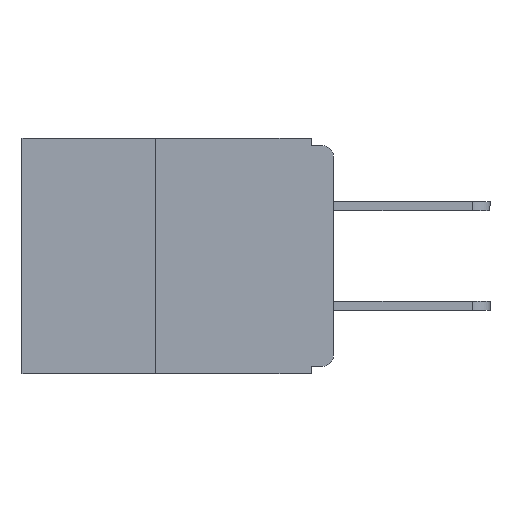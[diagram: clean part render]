
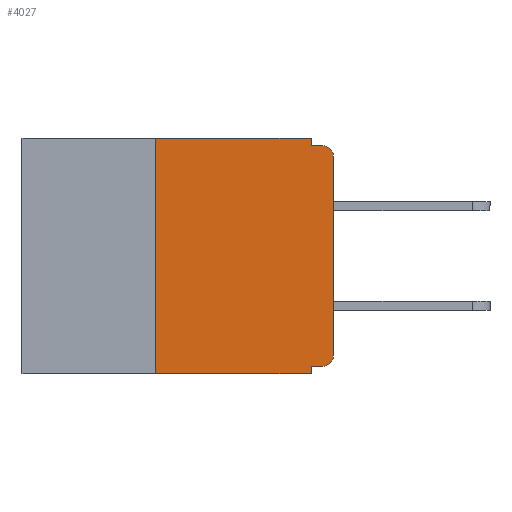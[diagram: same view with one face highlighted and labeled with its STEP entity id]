
A CAD part, left-side view. The second image highlights one B-rep face of the part: STEP entity #4027.
In plain terms, the highlighted planar face has unit normal (-1, 0, 0).
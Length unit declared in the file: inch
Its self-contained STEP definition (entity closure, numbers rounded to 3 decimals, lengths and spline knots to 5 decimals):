
#420 = VERTEX_POINT ( 'NONE', #6807 ) ;
#592 = ORIENTED_EDGE ( 'NONE', *, *, #7579, .T. ) ;
#671 = DIRECTION ( 'NONE',  ( 0., 0., -1. ) ) ;
#712 = DIRECTION ( 'NONE',  ( -1., 0., 0. ) ) ;
#715 = CARTESIAN_POINT ( 'NONE',  ( 0., 0.015, -0.025 ) ) ;
#735 = CARTESIAN_POINT ( 'NONE',  ( 0., 0.015, -0.01 ) ) ;
#790 = CARTESIAN_POINT ( 'NONE',  ( 0., 0.437, 0. ) ) ;
#841 = DIRECTION ( 'NONE',  ( 0., -1., 0. ) ) ;
#901 = EDGE_LOOP ( 'NONE', ( #5795, #7700, #13205, #12190, #5262, #7861, #950, #8023, #6656, #592 ) ) ;
#939 = VERTEX_POINT ( 'NONE', #8313 ) ;
#950 = ORIENTED_EDGE ( 'NONE', *, *, #10544, .T. ) ;
#1904 = AXIS2_PLACEMENT_3D ( 'NONE', #2476, #2460, #2448 ) ;
#1947 = CARTESIAN_POINT ( 'NONE',  ( 0., 0.031, -0.01 ) ) ;
#2241 = VERTEX_POINT ( 'NONE', #9527 ) ;
#2253 = DIRECTION ( 'NONE',  ( 1., 0., 0. ) ) ;
#2448 = DIRECTION ( 'NONE',  ( 0., 0., -1. ) ) ;
#2460 = DIRECTION ( 'NONE',  ( -1., 0., 0. ) ) ;
#2476 = CARTESIAN_POINT ( 'NONE',  ( 0., 0.015, -0.305 ) ) ;
#2534 = AXIS2_PLACEMENT_3D ( 'NONE', #715, #712, #671 ) ;
#2757 = DIRECTION ( 'NONE',  ( 0., 0., 1. ) ) ;
#3236 = EDGE_CURVE ( 'NONE', #939, #3999, #8166, .T. ) ;
#3247 = CIRCLE ( 'NONE', #2534, 0.015 ) ;
#3259 = VECTOR ( 'NONE', #8180, 39.37008 ) ;
#3588 = DIRECTION ( 'NONE',  ( 0., 0., -1. ) ) ;
#3632 = FACE_OUTER_BOUND ( 'NONE', #901, .T. ) ;
#3682 = DIRECTION ( 'NONE',  ( 0., 0., 1. ) ) ;
#3732 = EDGE_CURVE ( 'NONE', #4503, #11356, #4174, .T. ) ;
#3999 = VERTEX_POINT ( 'NONE', #6913 ) ;
#4027 = ADVANCED_FACE ( 'NONE', ( #3632 ), #5929, .F. ) ;
#4174 = LINE ( 'NONE', #11488, #12984 ) ;
#4503 = VERTEX_POINT ( 'NONE', #5413 ) ;
#4591 = CIRCLE ( 'NONE', #1904, 0.015 ) ;
#4852 = VECTOR ( 'NONE', #2757, 39.37008 ) ;
#5065 = LINE ( 'NONE', #790, #7666 ) ;
#5262 = ORIENTED_EDGE ( 'NONE', *, *, #10166, .F. ) ;
#5413 = CARTESIAN_POINT ( 'NONE',  ( 0., 0.015, -0.32 ) ) ;
#5430 = EDGE_CURVE ( 'NONE', #8079, #5814, #8800, .T. ) ;
#5549 = DIRECTION ( 'NONE',  ( 0., 1., 0. ) ) ;
#5733 = CARTESIAN_POINT ( 'NONE',  ( 0., 0.437, 0. ) ) ;
#5795 = ORIENTED_EDGE ( 'NONE', *, *, #11145, .T. ) ;
#5814 = VERTEX_POINT ( 'NONE', #1947 ) ;
#5916 = EDGE_CURVE ( 'NONE', #2241, #8879, #3247, .T. ) ;
#5929 = PLANE ( 'NONE',  #7090 ) ;
#6168 = LINE ( 'NONE', #13172, #11706 ) ;
#6656 = ORIENTED_EDGE ( 'NONE', *, *, #3732, .F. ) ;
#6807 = CARTESIAN_POINT ( 'NONE',  ( 0., 0., -0.305 ) ) ;
#6913 = CARTESIAN_POINT ( 'NONE',  ( 0., 0.25, 0. ) ) ;
#7090 = AXIS2_PLACEMENT_3D ( 'NONE', #5733, #2253, #3588 ) ;
#7312 = LINE ( 'NONE', #12469, #12808 ) ;
#7579 = EDGE_CURVE ( 'NONE', #4503, #420, #4591, .T. ) ;
#7666 = VECTOR ( 'NONE', #8524, 39.37008 ) ;
#7700 = ORIENTED_EDGE ( 'NONE', *, *, #5916, .T. ) ;
#7861 = ORIENTED_EDGE ( 'NONE', *, *, #3236, .F. ) ;
#8023 = ORIENTED_EDGE ( 'NONE', *, *, #13292, .F. ) ;
#8079 = VERTEX_POINT ( 'NONE', #12625 ) ;
#8101 = CARTESIAN_POINT ( 'NONE',  ( 0., 0.031, 0. ) ) ;
#8166 = LINE ( 'NONE', #10517, #10764 ) ;
#8180 = DIRECTION ( 'NONE',  ( 0., 0., -1. ) ) ;
#8313 = CARTESIAN_POINT ( 'NONE',  ( 0., 0.25, -0.33 ) ) ;
#8524 = DIRECTION ( 'NONE',  ( 0., -1., 0. ) ) ;
#8659 = CARTESIAN_POINT ( 'NONE',  ( 0., 0.031, -0.32 ) ) ;
#8800 = LINE ( 'NONE', #8101, #3259 ) ;
#8879 = VERTEX_POINT ( 'NONE', #735 ) ;
#9527 = CARTESIAN_POINT ( 'NONE',  ( 0., 0., -0.025 ) ) ;
#9793 = VERTEX_POINT ( 'NONE', #11135 ) ;
#10166 = EDGE_CURVE ( 'NONE', #3999, #8079, #5065, .T. ) ;
#10209 = EDGE_CURVE ( 'NONE', #5814, #8879, #10230, .T. ) ;
#10230 = LINE ( 'NONE', #14005, #12823 ) ;
#10517 = CARTESIAN_POINT ( 'NONE',  ( 0., 0.25, -0.33 ) ) ;
#10544 = EDGE_CURVE ( 'NONE', #939, #9793, #7312, .T. ) ;
#10764 = VECTOR ( 'NONE', #3682, 39.37008 ) ;
#11077 = LINE ( 'NONE', #13719, #4852 ) ;
#11135 = CARTESIAN_POINT ( 'NONE',  ( 0., 0.031, -0.33 ) ) ;
#11145 = EDGE_CURVE ( 'NONE', #420, #2241, #11077, .T. ) ;
#11349 = DIRECTION ( 'NONE',  ( 0., -1., 0. ) ) ;
#11356 = VERTEX_POINT ( 'NONE', #8659 ) ;
#11488 = CARTESIAN_POINT ( 'NONE',  ( 0., 0., -0.32 ) ) ;
#11706 = VECTOR ( 'NONE', #14233, 39.37008 ) ;
#12190 = ORIENTED_EDGE ( 'NONE', *, *, #5430, .F. ) ;
#12469 = CARTESIAN_POINT ( 'NONE',  ( 0., 0.437, -0.33 ) ) ;
#12625 = CARTESIAN_POINT ( 'NONE',  ( 0., 0.031, 0. ) ) ;
#12808 = VECTOR ( 'NONE', #11349, 39.37008 ) ;
#12823 = VECTOR ( 'NONE', #841, 39.37008 ) ;
#12984 = VECTOR ( 'NONE', #5549, 39.37008 ) ;
#13172 = CARTESIAN_POINT ( 'NONE',  ( 0., 0.031, -0.33 ) ) ;
#13205 = ORIENTED_EDGE ( 'NONE', *, *, #10209, .F. ) ;
#13292 = EDGE_CURVE ( 'NONE', #11356, #9793, #6168, .T. ) ;
#13719 = CARTESIAN_POINT ( 'NONE',  ( 0., 0., 0. ) ) ;
#14005 = CARTESIAN_POINT ( 'NONE',  ( 0., 0., -0.01 ) ) ;
#14233 = DIRECTION ( 'NONE',  ( 0., 0., -1. ) ) ;
